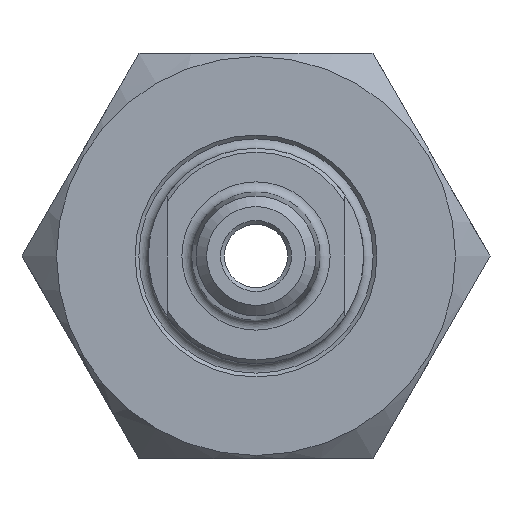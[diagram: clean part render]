
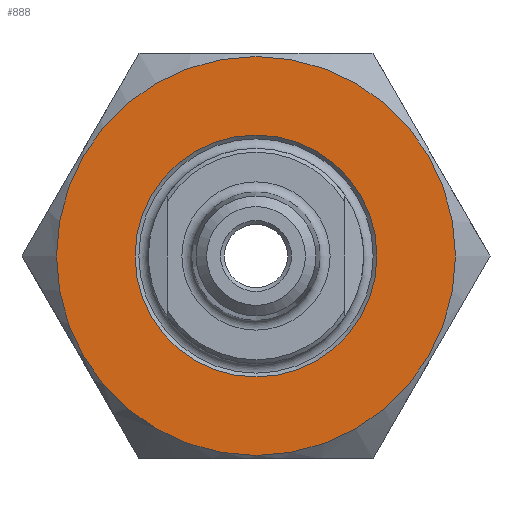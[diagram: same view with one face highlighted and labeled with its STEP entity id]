
A CAD part, left-side view. The second image highlights one B-rep face of the part: STEP entity #888.
In plain terms, the highlighted planar face has unit normal (-1, 0, 0).
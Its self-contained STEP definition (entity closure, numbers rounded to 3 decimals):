
#48=FACE_BOUND('',#150,.T.);
#64=PLANE('',#1027);
#93=FACE_OUTER_BOUND('',#149,.T.);
#149=EDGE_LOOP('',(#645));
#150=EDGE_LOOP('',(#646));
#315=CIRCLE('',#1008,15.75);
#322=CIRCLE('',#1022,9.55);
#389=VERTEX_POINT('',#1488);
#395=VERTEX_POINT('',#1514);
#477=EDGE_CURVE('',#389,#389,#315,.T.);
#489=EDGE_CURVE('',#395,#395,#322,.T.);
#645=ORIENTED_EDGE('',*,*,#477,.T.);
#646=ORIENTED_EDGE('',*,*,#489,.F.);
#888=ADVANCED_FACE('',(#93,#48),#64,.T.);
#1008=AXIS2_PLACEMENT_3D('',#1490,#1143,#1144);
#1022=AXIS2_PLACEMENT_3D('',#1515,#1176,#1177);
#1027=AXIS2_PLACEMENT_3D('',#1525,#1188,#1189);
#1143=DIRECTION('center_axis',(-1.,0.,0.));
#1144=DIRECTION('ref_axis',(0.,1.,0.));
#1176=DIRECTION('center_axis',(-1.,0.,0.));
#1177=DIRECTION('ref_axis',(0.,0.,-1.));
#1188=DIRECTION('center_axis',(-1.,0.,0.));
#1189=DIRECTION('ref_axis',(0.,0.,1.));
#1488=CARTESIAN_POINT('',(-13.5,-15.75,0.));
#1490=CARTESIAN_POINT('Origin',(-13.5,0.,0.));
#1514=CARTESIAN_POINT('',(-13.5,0.,9.55));
#1515=CARTESIAN_POINT('Origin',(-13.5,0.,0.));
#1525=CARTESIAN_POINT('Origin',(-13.5,0.,0.));
